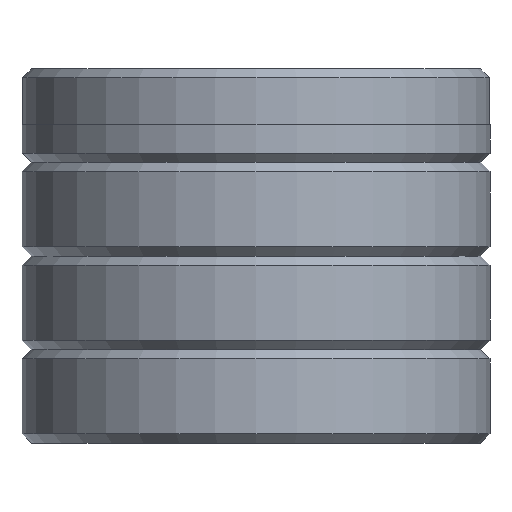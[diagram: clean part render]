
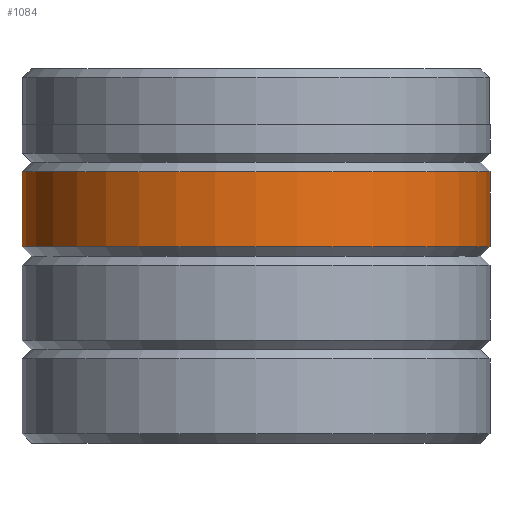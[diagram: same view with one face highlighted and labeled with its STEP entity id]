
A CAD part, front view. The second image highlights one B-rep face of the part: STEP entity #1084.
In plain terms, the highlighted cylindrical face has radius 12.5 mm (diameter 25 mm), a partial arc.
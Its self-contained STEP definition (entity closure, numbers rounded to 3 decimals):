
#3 = DIRECTION ( 'NONE',  ( 0., 0., -1. ) ) ;
#67 = ORIENTED_EDGE ( 'NONE', *, *, #1940, .F. ) ;
#121 = ORIENTED_EDGE ( 'NONE', *, *, #650, .F. ) ;
#233 = AXIS2_PLACEMENT_3D ( 'NONE', #1710, #829, #1845 ) ;
#493 = DIRECTION ( 'NONE',  ( 0., 0., -1. ) ) ;
#526 = CARTESIAN_POINT ( 'NONE',  ( -12.5, 0., 14.5 ) ) ;
#650 = EDGE_CURVE ( 'NONE', #1780, #1403, #877, .T. ) ;
#667 = LINE ( 'NONE', #1528, #1759 ) ;
#749 = CARTESIAN_POINT ( 'NONE',  ( 12.5, 0., 14.5 ) ) ;
#768 = EDGE_CURVE ( 'NONE', #1603, #1309, #1614, .T. ) ;
#794 = CARTESIAN_POINT ( 'NONE',  ( 12.5, 0., 20. ) ) ;
#829 = DIRECTION ( 'NONE',  ( 0., 0., -1. ) ) ;
#877 = CIRCLE ( 'NONE', #1697, 12.5 ) ;
#912 = ORIENTED_EDGE ( 'NONE', *, *, #768, .T. ) ;
#973 = FACE_OUTER_BOUND ( 'NONE', #1033, .T. ) ;
#986 = VECTOR ( 'NONE', #3, 1000. ) ;
#1016 = DIRECTION ( 'NONE',  ( -1., 0., 0. ) ) ;
#1033 = EDGE_LOOP ( 'NONE', ( #67, #912, #1688, #121 ) ) ;
#1084 = ADVANCED_FACE ( 'NONE', ( #973 ), #1132, .T. ) ;
#1132 = CYLINDRICAL_SURFACE ( 'NONE', #1237, 12.5 ) ;
#1228 = DIRECTION ( 'NONE',  ( 0., 0., -1. ) ) ;
#1237 = AXIS2_PLACEMENT_3D ( 'NONE', #1312, #1463, #1016 ) ;
#1309 = VERTEX_POINT ( 'NONE', #526 ) ;
#1312 = CARTESIAN_POINT ( 'NONE',  ( 0., 0., 20. ) ) ;
#1403 = VERTEX_POINT ( 'NONE', #1881 ) ;
#1406 = CARTESIAN_POINT ( 'NONE',  ( 0., 0., 10.5 ) ) ;
#1463 = DIRECTION ( 'NONE',  ( 0., 0., -1. ) ) ;
#1528 = CARTESIAN_POINT ( 'NONE',  ( -12.5, 0., 20. ) ) ;
#1552 = DIRECTION ( 'NONE',  ( -1., 0., 0. ) ) ;
#1585 = LINE ( 'NONE', #794, #986 ) ;
#1603 = VERTEX_POINT ( 'NONE', #749 ) ;
#1614 = CIRCLE ( 'NONE', #233, 12.5 ) ;
#1636 = CARTESIAN_POINT ( 'NONE',  ( 12.5, 0., 10.5 ) ) ;
#1688 = ORIENTED_EDGE ( 'NONE', *, *, #1842, .T. ) ;
#1697 = AXIS2_PLACEMENT_3D ( 'NONE', #1406, #493, #1552 ) ;
#1710 = CARTESIAN_POINT ( 'NONE',  ( 0., 0., 14.5 ) ) ;
#1759 = VECTOR ( 'NONE', #1228, 1000. ) ;
#1780 = VERTEX_POINT ( 'NONE', #1636 ) ;
#1842 = EDGE_CURVE ( 'NONE', #1309, #1403, #667, .T. ) ;
#1845 = DIRECTION ( 'NONE',  ( -1., 0., 0. ) ) ;
#1881 = CARTESIAN_POINT ( 'NONE',  ( -12.5, 0., 10.5 ) ) ;
#1940 = EDGE_CURVE ( 'NONE', #1603, #1780, #1585, .T. ) ;
